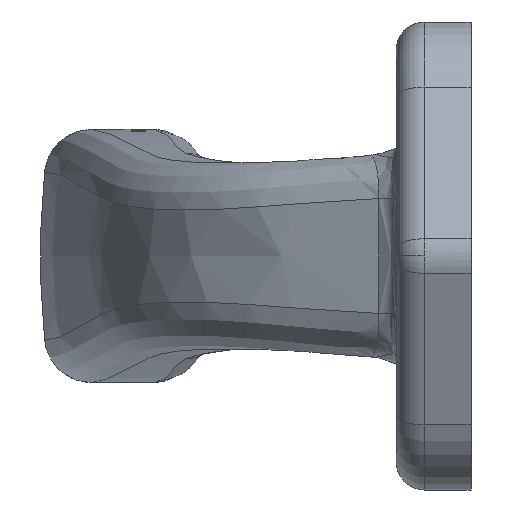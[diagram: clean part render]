
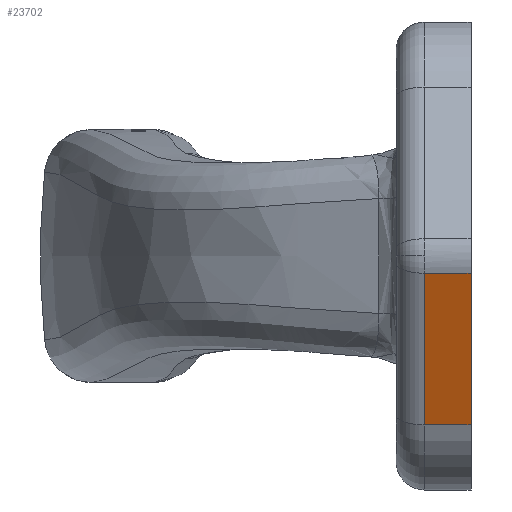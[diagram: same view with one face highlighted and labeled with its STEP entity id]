
A CAD part, left-side view. The second image highlights one B-rep face of the part: STEP entity #23702.
In plain terms, the highlighted planar face has unit normal (-0.93, 0, -0.368).
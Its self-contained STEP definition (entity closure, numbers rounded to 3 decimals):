
#1353 = CARTESIAN_POINT ( 'NONE',  ( -105.649, 0., -1.842 ) ) ;
#2090 = CARTESIAN_POINT ( 'NONE',  ( -105.649, 0., -1.842 ) ) ;
#2258 = DIRECTION ( 'NONE',  ( 0., 1., 0. ) ) ;
#2933 = VECTOR ( 'NONE', #30377, 1000. ) ;
#3143 = LINE ( 'NONE', #13881, #32984 ) ;
#3552 = LINE ( 'NONE', #3967, #8516 ) ;
#3699 = ORIENTED_EDGE ( 'NONE', *, *, #26280, .F. ) ;
#3756 = LINE ( 'NONE', #2090, #19567 ) ;
#3967 = CARTESIAN_POINT ( 'NONE',  ( -105.649, 0., -1.842 ) ) ;
#4486 = VERTEX_POINT ( 'NONE', #15293 ) ;
#4862 = DIRECTION ( 'NONE',  ( -0.368, 0., 0.93 ) ) ;
#6578 = LINE ( 'NONE', #24547, #2933 ) ;
#8389 = AXIS2_PLACEMENT_3D ( 'NONE', #27530, #36307, #4862 ) ;
#8516 = VECTOR ( 'NONE', #14164, 1000. ) ;
#9366 = ORIENTED_EDGE ( 'NONE', *, *, #29167, .T. ) ;
#9874 = EDGE_CURVE ( 'NONE', #13305, #4486, #6578, .T. ) ;
#10168 = PLANE ( 'NONE',  #8389 ) ;
#11320 = FACE_OUTER_BOUND ( 'NONE', #28191, .T. ) ;
#13305 = VERTEX_POINT ( 'NONE', #26480 ) ;
#13500 = VERTEX_POINT ( 'NONE', #1353 ) ;
#13881 = CARTESIAN_POINT ( 'NONE',  ( -99.227, 0., -18.051 ) ) ;
#14164 = DIRECTION ( 'NONE',  ( -0.368, 0., 0.93 ) ) ;
#14843 = ORIENTED_EDGE ( 'NONE', *, *, #9874, .F. ) ;
#14979 = EDGE_CURVE ( 'NONE', #13500, #4486, #3756, .T. ) ;
#15293 = CARTESIAN_POINT ( 'NONE',  ( -105.649, 5., -1.842 ) ) ;
#19567 = VECTOR ( 'NONE', #22166, 1000. ) ;
#20339 = ORIENTED_EDGE ( 'NONE', *, *, #14979, .T. ) ;
#22166 = DIRECTION ( 'NONE',  ( 0., 1., 0. ) ) ;
#22891 = CARTESIAN_POINT ( 'NONE',  ( -99.227, 0., -18.051 ) ) ;
#23702 = ADVANCED_FACE ( 'NONE', ( #11320 ), #10168, .F. ) ;
#24547 = CARTESIAN_POINT ( 'NONE',  ( -105.649, 5., -1.842 ) ) ;
#26280 = EDGE_CURVE ( 'NONE', #35746, #13305, #3143, .T. ) ;
#26480 = CARTESIAN_POINT ( 'NONE',  ( -99.227, 5., -18.051 ) ) ;
#27530 = CARTESIAN_POINT ( 'NONE',  ( -105.649, 0., -1.842 ) ) ;
#28191 = EDGE_LOOP ( 'NONE', ( #3699, #9366, #20339, #14843 ) ) ;
#29167 = EDGE_CURVE ( 'NONE', #35746, #13500, #3552, .T. ) ;
#30377 = DIRECTION ( 'NONE',  ( -0.368, 0., 0.93 ) ) ;
#32984 = VECTOR ( 'NONE', #2258, 1000. ) ;
#35746 = VERTEX_POINT ( 'NONE', #22891 ) ;
#36307 = DIRECTION ( 'NONE',  ( 0.93, 0., 0.368 ) ) ;
